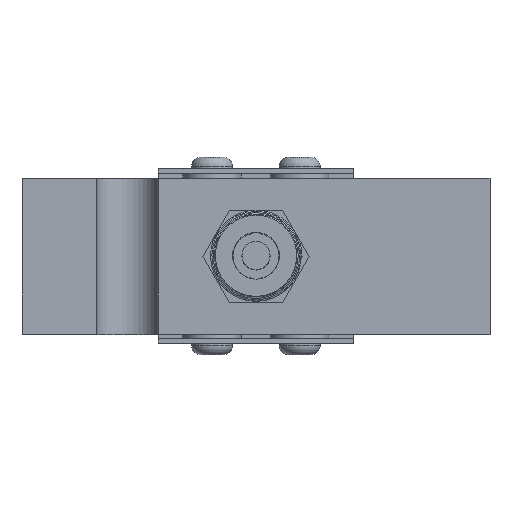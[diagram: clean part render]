
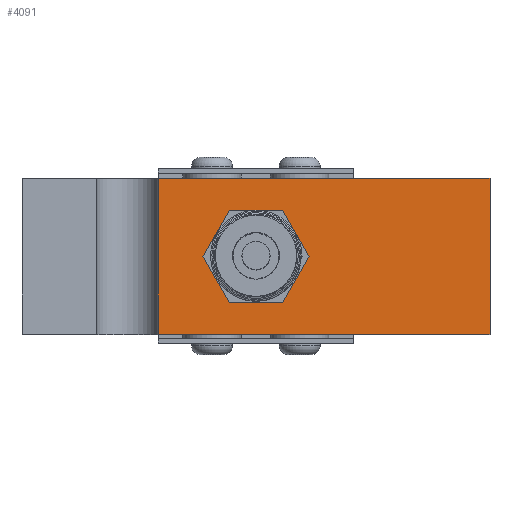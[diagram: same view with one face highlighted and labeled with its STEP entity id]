
A CAD part, top view. The second image highlights one B-rep face of the part: STEP entity #4091.
In plain terms, the highlighted face is planar.
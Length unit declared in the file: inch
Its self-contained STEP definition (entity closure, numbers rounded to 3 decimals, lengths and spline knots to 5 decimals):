
#3973=CARTESIAN_POINT('',(-1.0,-0.5,1.5));
#3974=VERTEX_POINT('',#3973);
#3991=CARTESIAN_POINT('',(-1.0,0.5,1.5));
#3992=VERTEX_POINT('',#3991);
#3999=CARTESIAN_POINT('',(-1.0,0.5,1.5));
#4000=DIRECTION('',(0.0,-1.0,0.0));
#4001=VECTOR('',#4000,1.0);
#4002=LINE('',#3999,#4001);
#4003=EDGE_CURVE('',#3992,#3974,#4002,.T.);
#4011=CARTESIAN_POINT('',(-1.0,0.5,-0.625));
#4012=DIRECTION('',(-1.0,0.0,0.0));
#4013=DIRECTION('',(0.0,0.0,1.0));
#4014=AXIS2_PLACEMENT_3D('',#4011,#4012,#4013);
#4015=PLANE('',#4014);
#4016=CARTESIAN_POINT('',(-1.0,-0.5,-0.625));
#4017=VERTEX_POINT('',#4016);
#4018=CARTESIAN_POINT('',(-1.0,-0.5,-0.625));
#4019=DIRECTION('',(0.0,0.0,1.0));
#4020=VECTOR('',#4019,2.125);
#4021=LINE('',#4018,#4020);
#4022=EDGE_CURVE('',#4017,#3974,#4021,.T.);
#4023=ORIENTED_EDGE('',*,*,#4022,.T.);
#4024=ORIENTED_EDGE('',*,*,#4003,.F.);
#4025=CARTESIAN_POINT('',(-1.0,0.5,-0.625));
#4026=VERTEX_POINT('',#4025);
#4027=CARTESIAN_POINT('',(-1.0,0.5,1.5));
#4028=DIRECTION('',(0.0,0.0,-1.0));
#4029=VECTOR('',#4028,2.125);
#4030=LINE('',#4027,#4029);
#4031=EDGE_CURVE('',#3992,#4026,#4030,.T.);
#4032=ORIENTED_EDGE('',*,*,#4031,.T.);
#4033=CARTESIAN_POINT('',(-1.0,0.5,-0.625));
#4034=DIRECTION('',(0.0,-1.0,0.0));
#4035=VECTOR('',#4034,1.0);
#4036=LINE('',#4033,#4035);
#4037=EDGE_CURVE('',#4026,#4017,#4036,.T.);
#4038=ORIENTED_EDGE('',*,*,#4037,.T.);
#4039=EDGE_LOOP('',(#4023,#4024,#4032,#4038));
#4040=FACE_OUTER_BOUND('',#4039,.T.);
#4041=CARTESIAN_POINT('',(-1.0,0.295,0.17032));
#4042=VERTEX_POINT('',#4041);
#4043=CARTESIAN_POINT('',(-1.0,0.,0.34064));
#4044=VERTEX_POINT('',#4043);
#4045=CARTESIAN_POINT('',(-1.0,0.295,0.17032));
#4046=DIRECTION('',(0.0,-0.866,0.5));
#4047=VECTOR('',#4046,0.34064);
#4048=LINE('',#4045,#4047);
#4049=EDGE_CURVE('',#4042,#4044,#4048,.T.);
#4050=ORIENTED_EDGE('',*,*,#4049,.T.);
#4051=CARTESIAN_POINT('',(-1.0,-0.295,0.17032));
#4052=VERTEX_POINT('',#4051);
#4053=CARTESIAN_POINT('',(-1.0,0.,0.34064));
#4054=DIRECTION('',(0.0,-0.866,-0.5));
#4055=VECTOR('',#4054,0.34064);
#4056=LINE('',#4053,#4055);
#4057=EDGE_CURVE('',#4044,#4052,#4056,.T.);
#4058=ORIENTED_EDGE('',*,*,#4057,.T.);
#4059=CARTESIAN_POINT('',(-1.0,-0.295,-0.17032));
#4060=VERTEX_POINT('',#4059);
#4061=CARTESIAN_POINT('',(-1.0,-0.295,0.17032));
#4062=DIRECTION('',(0.0,0.0,-1.0));
#4063=VECTOR('',#4062,0.34064);
#4064=LINE('',#4061,#4063);
#4065=EDGE_CURVE('',#4052,#4060,#4064,.T.);
#4066=ORIENTED_EDGE('',*,*,#4065,.T.);
#4067=CARTESIAN_POINT('',(-1.0,0.,-0.34064));
#4068=VERTEX_POINT('',#4067);
#4069=CARTESIAN_POINT('',(-1.0,-0.295,-0.17032));
#4070=DIRECTION('',(0.0,0.866,-0.5));
#4071=VECTOR('',#4070,0.34064);
#4072=LINE('',#4069,#4071);
#4073=EDGE_CURVE('',#4060,#4068,#4072,.T.);
#4074=ORIENTED_EDGE('',*,*,#4073,.T.);
#4075=CARTESIAN_POINT('',(-1.0,0.295,-0.17032));
#4076=VERTEX_POINT('',#4075);
#4077=CARTESIAN_POINT('',(-1.0,0.,-0.34064));
#4078=DIRECTION('',(0.0,0.866,0.5));
#4079=VECTOR('',#4078,0.34064);
#4080=LINE('',#4077,#4079);
#4081=EDGE_CURVE('',#4068,#4076,#4080,.T.);
#4082=ORIENTED_EDGE('',*,*,#4081,.T.);
#4083=CARTESIAN_POINT('',(-1.0,0.295,-0.17032));
#4084=DIRECTION('',(0.0,0.0,1.0));
#4085=VECTOR('',#4084,0.34064);
#4086=LINE('',#4083,#4085);
#4087=EDGE_CURVE('',#4076,#4042,#4086,.T.);
#4088=ORIENTED_EDGE('',*,*,#4087,.T.);
#4089=EDGE_LOOP('',(#4050,#4058,#4066,#4074,#4082,#4088));
#4090=FACE_BOUND('',#4089,.T.);
#4091=ADVANCED_FACE('',(#4040,#4090),#4015,.T.);
